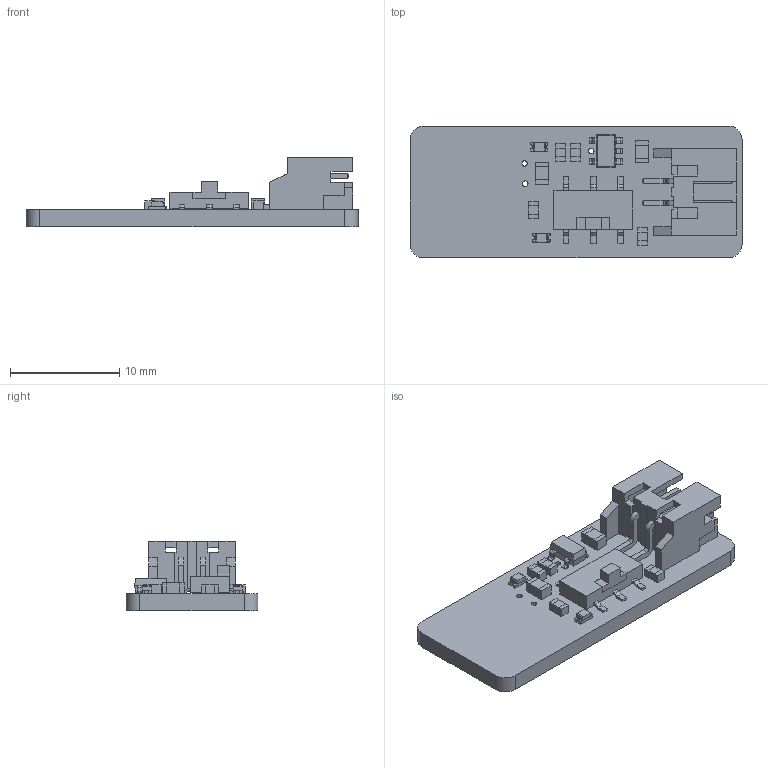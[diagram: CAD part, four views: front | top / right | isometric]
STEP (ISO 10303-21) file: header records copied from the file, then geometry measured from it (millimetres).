
FILE_DESCRIPTION(/* description */ (''),/* implementation_level */ '2;1');
FILE_NAME(/* name */ 'PCB Component.step',/* time_stamp */ '2022-11-16T16:28:10-05:00',/* author */ (''),/* organization */ (''),/* preprocessor_version */ 'ST-DEVELOPER v19.2',/* originating_system */ 'Autodesk Translation Framework v11.17.0.187',/* authorisation */ '');
FILE_SCHEMA (('AUTOMOTIVE_DESIGN { 1 0 10303 214 3 1 1 }'));
Length unit declared in the file: millimetre
Products named in the file (8): PCB Component; Board; MCP73831T-2ACI/OT; GREEN; 2K; 10uF; CON_JST_PH_2PIN_MT_BATT; DPDT Switch
Assembly tree (12 placements, depth 2):
  PCB Component
    Board
    MCP73831T-2ACI/OT
    GREEN  x2
    2K  x4
    10uF  x2
    CON_JST_PH_2PIN_MT_BATT
    DPDT Switch
Bounding box: 30.35 x 12.06 x 6.37 mm (x, y, z)
Volume: 726.2 mm3; surface area: 1535.8 mm2
Topology: 31 solids, 31 shells, 521 faces, 1351 edges, 890 vertices
Faces by surface type: plane 455, cylinder 56, bspline 8, cone 2
Full cylindrical faces by diameter (mm): 0.5 x12, 0.8 x2, 1 x2
Entity records: 12753 total; most frequent: CARTESIAN_POINT 2226, ORIENTED_EDGE 2096, DIRECTION 1998, EDGE_CURVE 1048, LINE 934, VECTOR 934, VERTEX_POINT 688, AXIS2_PLACEMENT_3D 532
